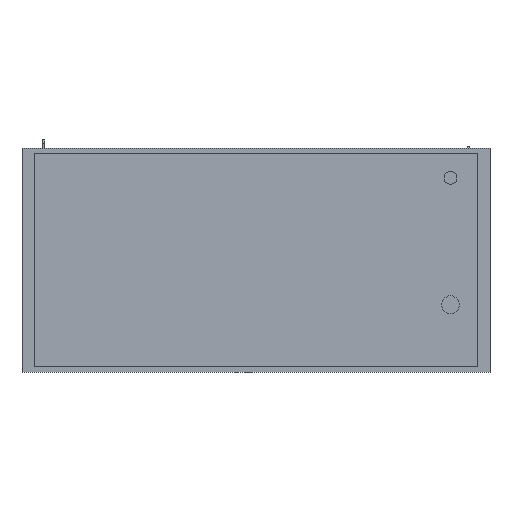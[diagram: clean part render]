
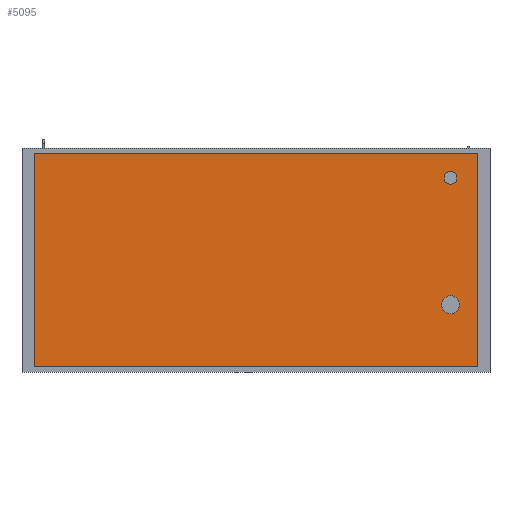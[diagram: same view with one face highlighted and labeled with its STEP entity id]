
A CAD part, front view. The second image highlights one B-rep face of the part: STEP entity #5095.
In plain terms, the highlighted planar face has unit normal (0, -1, 0).
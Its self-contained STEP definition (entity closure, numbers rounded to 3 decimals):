
#274=FACE_OUTER_BOUND('',#591,.T.);
#591=EDGE_LOOP('',(#3402,#3403,#3404,#3405));
#916=LINE('',#7406,#1532);
#920=LINE('',#7414,#1536);
#923=LINE('',#7420,#1539);
#926=LINE('',#7425,#1542);
#1532=VECTOR('',#5917,10.);
#1536=VECTOR('',#5923,10.);
#1539=VECTOR('',#5928,10.);
#1542=VECTOR('',#5933,10.);
#2144=VERTEX_POINT('',#7404);
#2145=VERTEX_POINT('',#7405);
#2148=VERTEX_POINT('',#7413);
#2150=VERTEX_POINT('',#7419);
#2636=EDGE_CURVE('',#2144,#2145,#916,.T.);
#2640=EDGE_CURVE('',#2148,#2144,#920,.T.);
#2643=EDGE_CURVE('',#2150,#2148,#923,.T.);
#2646=EDGE_CURVE('',#2145,#2150,#926,.T.);
#3402=ORIENTED_EDGE('',*,*,#2646,.F.);
#3403=ORIENTED_EDGE('',*,*,#2636,.F.);
#3404=ORIENTED_EDGE('',*,*,#2640,.F.);
#3405=ORIENTED_EDGE('',*,*,#2643,.F.);
#4836=PLANE('',#5467);
#5095=ADVANCED_FACE('',(#274),#4836,.F.);
#5467=AXIS2_PLACEMENT_3D('',#7428,#5937,#5938);
#5917=DIRECTION('',(0.,0.,1.));
#5923=DIRECTION('',(-1.,0.,0.));
#5928=DIRECTION('',(0.,0.,-1.));
#5933=DIRECTION('',(1.,0.,0.));
#5937=DIRECTION('center_axis',(0.,1.,0.));
#5938=DIRECTION('ref_axis',(0.,0.,1.));
#7404=CARTESIAN_POINT('',(-687.5,0.,-330.));
#7405=CARTESIAN_POINT('',(-687.5,0.,330.));
#7406=CARTESIAN_POINT('',(-687.5,0.,-330.));
#7413=CARTESIAN_POINT('',(687.5,0.,-330.));
#7414=CARTESIAN_POINT('',(687.5,0.,-330.));
#7419=CARTESIAN_POINT('',(687.5,0.,330.));
#7420=CARTESIAN_POINT('',(687.5,0.,330.));
#7425=CARTESIAN_POINT('',(-687.5,0.,330.));
#7428=CARTESIAN_POINT('Origin',(0.,0.,0.));
